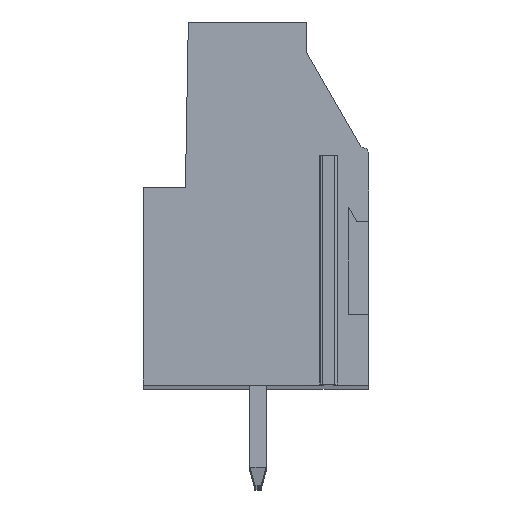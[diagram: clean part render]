
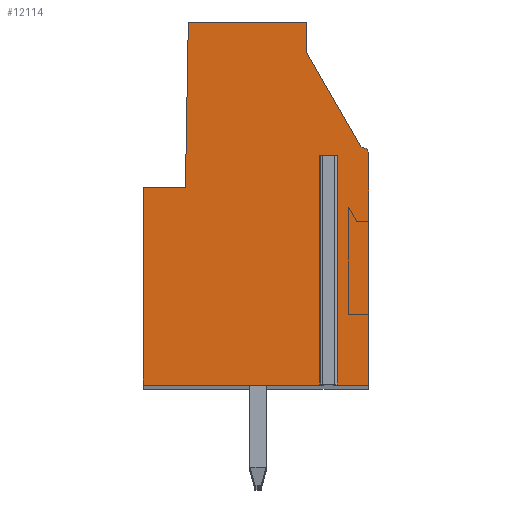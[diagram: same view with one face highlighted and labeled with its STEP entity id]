
A CAD part, top view. The second image highlights one B-rep face of the part: STEP entity #12114.
In plain terms, the highlighted planar face has unit normal (0, 0, 1).
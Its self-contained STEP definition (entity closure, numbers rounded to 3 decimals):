
#1240=DIRECTION('',(1.,0.,0.));
#1241=VECTOR('',#1240,0.5);
#1242=CARTESIAN_POINT('',(3.347,2.4,2.5));
#1243=LINE('',#1242,#1241);
#1244=DIRECTION('',(0.,1.,0.));
#1245=VECTOR('',#1244,11.4);
#1246=CARTESIAN_POINT('',(3.347,-9.,2.5));
#1247=LINE('',#1246,#1245);
#1248=DIRECTION('',(1.,0.,0.));
#1249=VECTOR('',#1248,8.95);
#1250=CARTESIAN_POINT('',(-5.603,-9.,2.5));
#1251=LINE('',#1250,#1249);
#1252=DIRECTION('',(0.,-1.,0.));
#1253=VECTOR('',#1252,9.8);
#1254=CARTESIAN_POINT('',(-5.603,0.8,2.5));
#1255=LINE('',#1254,#1253);
#1256=DIRECTION('',(-1.,0.,0.));
#1257=VECTOR('',#1256,2.1);
#1258=CARTESIAN_POINT('',(-3.503,0.8,2.5));
#1259=LINE('',#1258,#1257);
#1260=DIRECTION('',(-0.017,-1.,0.));
#1261=VECTOR('',#1260,8.201);
#1262=CARTESIAN_POINT('',(-3.36,9.,2.5));
#1263=LINE('',#1262,#1261);
#1264=DIRECTION('',(-1.,0.,0.));
#1265=VECTOR('',#1264,5.86);
#1266=CARTESIAN_POINT('',(2.5,9.,2.5));
#1267=LINE('',#1266,#1265);
#1268=DIRECTION('',(0.,1.,0.));
#1269=VECTOR('',#1268,1.523);
#1270=CARTESIAN_POINT('',(2.5,7.477,2.5));
#1271=LINE('',#1270,#1269);
#1272=DIRECTION('',(-0.5,0.866,0.));
#1273=VECTOR('',#1272,5.394);
#1274=CARTESIAN_POINT('',(5.197,2.805,2.5));
#1275=LINE('',#1274,#1273);
#1276=CARTESIAN_POINT('',(5.197,2.405,2.5));
#1277=DIRECTION('',(0.,0.,1.));
#1278=DIRECTION('',(1.,0.,0.));
#1279=AXIS2_PLACEMENT_3D('',#1276,#1277,#1278);
#1281=DIRECTION('',(0.,1.,0.));
#1282=VECTOR('',#1281,11.405);
#1283=CARTESIAN_POINT('',(5.597,-9.,2.5));
#1284=LINE('',#1283,#1282);
#1285=DIRECTION('',(1.,0.,0.));
#1286=VECTOR('',#1285,1.75);
#1287=CARTESIAN_POINT('',(3.847,-9.,2.5));
#1288=LINE('',#1287,#1286);
#1289=DIRECTION('',(0.,1.,0.));
#1290=VECTOR('',#1289,11.4);
#1291=CARTESIAN_POINT('',(3.847,-9.,2.5));
#1292=LINE('',#1291,#1290);
#8885=CARTESIAN_POINT('',(5.597,-9.,2.5));
#8886=CARTESIAN_POINT('',(5.597,2.405,2.5));
#8887=VERTEX_POINT('',#8885);
#8888=VERTEX_POINT('',#8886);
#8889=CARTESIAN_POINT('',(5.197,2.805,2.5));
#8890=VERTEX_POINT('',#8889);
#8891=CARTESIAN_POINT('',(2.5,7.477,2.5));
#8892=VERTEX_POINT('',#8891);
#8893=CARTESIAN_POINT('',(2.5,9.,2.5));
#8894=VERTEX_POINT('',#8893);
#8895=CARTESIAN_POINT('',(-3.36,9.,2.5));
#8896=VERTEX_POINT('',#8895);
#8897=CARTESIAN_POINT('',(-3.503,0.8,2.5));
#8898=VERTEX_POINT('',#8897);
#8899=CARTESIAN_POINT('',(-5.603,0.8,2.5));
#8900=VERTEX_POINT('',#8899);
#8901=CARTESIAN_POINT('',(-5.603,-9.,2.5));
#8902=VERTEX_POINT('',#8901);
#8939=CARTESIAN_POINT('',(3.347,2.4,2.5));
#8940=CARTESIAN_POINT('',(3.847,2.4,2.5));
#8941=VERTEX_POINT('',#8939);
#8942=VERTEX_POINT('',#8940);
#8943=CARTESIAN_POINT('',(3.347,-9.,2.5));
#8944=VERTEX_POINT('',#8943);
#8945=CARTESIAN_POINT('',(3.847,-9.,2.5));
#8946=VERTEX_POINT('',#8945);
#12091=CARTESIAN_POINT('',(0.,0.,2.5));
#12092=DIRECTION('',(0.,0.,1.));
#12093=DIRECTION('',(1.,0.,0.));
#12094=AXIS2_PLACEMENT_3D('',#12091,#12092,#12093);
#12095=PLANE('',#12094);
#12097=ORIENTED_EDGE('',*,*,#12096,.F.);
#12099=ORIENTED_EDGE('',*,*,#12098,.F.);
#12100=ORIENTED_EDGE('',*,*,#11249,.F.);
#12101=ORIENTED_EDGE('',*,*,#11604,.F.);
#12102=ORIENTED_EDGE('',*,*,#11618,.F.);
#12103=ORIENTED_EDGE('',*,*,#11632,.F.);
#12104=ORIENTED_EDGE('',*,*,#11646,.F.);
#12105=ORIENTED_EDGE('',*,*,#11804,.F.);
#12106=ORIENTED_EDGE('',*,*,#11818,.F.);
#12107=ORIENTED_EDGE('',*,*,#11832,.F.);
#12108=ORIENTED_EDGE('',*,*,#11845,.F.);
#12109=ORIENTED_EDGE('',*,*,#11261,.F.);
#12111=ORIENTED_EDGE('',*,*,#12110,.T.);
#12112=EDGE_LOOP('',(#12097,#12099,#12100,#12101,#12102,#12103,#12104,#12105,
#12106,#12107,#12108,#12109,#12111));
#12113=FACE_OUTER_BOUND('',#12112,.F.);
#1280=CIRCLE('',#1279,0.4);
#11249=EDGE_CURVE('',#8902,#8944,#1251,.T.);
#11261=EDGE_CURVE('',#8946,#8887,#1288,.T.);
#11604=EDGE_CURVE('',#8900,#8902,#1255,.T.);
#11618=EDGE_CURVE('',#8898,#8900,#1259,.T.);
#11632=EDGE_CURVE('',#8896,#8898,#1263,.T.);
#11646=EDGE_CURVE('',#8894,#8896,#1267,.T.);
#11804=EDGE_CURVE('',#8892,#8894,#1271,.T.);
#11818=EDGE_CURVE('',#8890,#8892,#1275,.T.);
#11832=EDGE_CURVE('',#8888,#8890,#1280,.T.);
#11845=EDGE_CURVE('',#8887,#8888,#1284,.T.);
#12096=EDGE_CURVE('',#8941,#8942,#1243,.T.);
#12098=EDGE_CURVE('',#8944,#8941,#1247,.T.);
#12110=EDGE_CURVE('',#8946,#8942,#1292,.T.);
#12114=ADVANCED_FACE('',(#12113),#12095,.T.);
